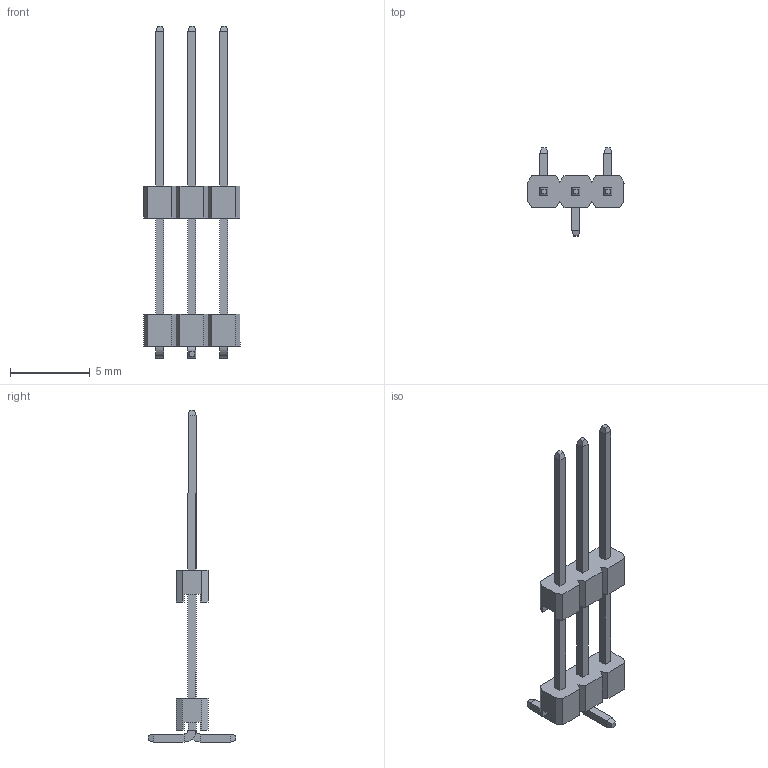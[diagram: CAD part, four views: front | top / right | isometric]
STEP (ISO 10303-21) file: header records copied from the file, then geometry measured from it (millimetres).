
FILE_DESCRIPTION (( 'STEP AP214' ), '1' );
FILE_NAME ('FPH20067-S03S1014351115M-REF .STEP', '2026-01-20T07:23:31', ( '' ), ( '' ), 'SwSTEP 2.0', 'SolidWorks 2021', '' );
FILE_SCHEMA (( 'AUTOMOTIVE_DESIGN' ));
Length unit declared in the file: millimetre
Products named in the file (1): FPH20067-S03S1014351115M-REF 
Bounding box: 6 x 5.5 x 20.75 mm (x, y, z)
Volume: 54.4 mm3; surface area: 240.8 mm2
Topology: 1 solids, 1 shells, 142 faces, 348 edges, 216 vertices
Faces by surface type: plane 136, cylinder 6
Entity records: 4082 total; most frequent: CARTESIAN_POINT 707, ORIENTED_EDGE 696, DIRECTION 646, EDGE_CURVE 348, LINE 336, VECTOR 336, VERTEX_POINT 216, AXIS2_PLACEMENT_3D 155
